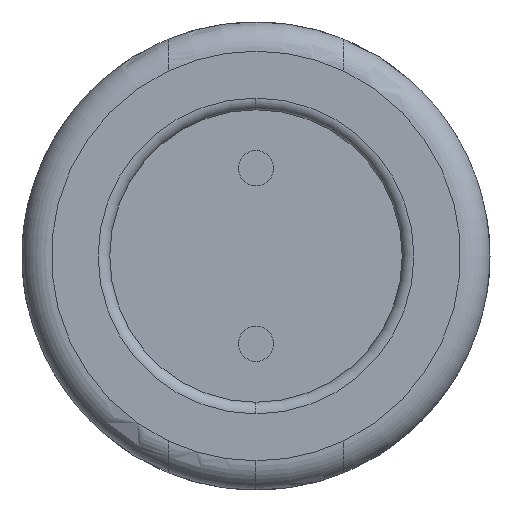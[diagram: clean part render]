
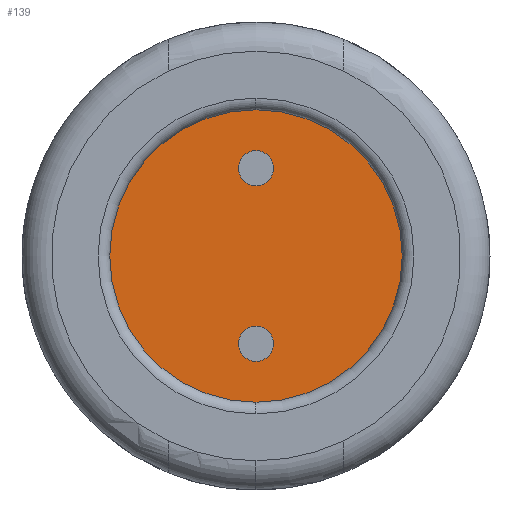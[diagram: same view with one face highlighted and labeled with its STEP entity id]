
A CAD part, left-side view. The second image highlights one B-rep face of the part: STEP entity #139.
In plain terms, the highlighted planar face has unit normal (-1, 0, 0).
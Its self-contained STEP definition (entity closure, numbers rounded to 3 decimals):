
#74 = CARTESIAN_POINT ( 'NONE',  ( 0.2, 0., 1.2 ) ) ;
#139 = ADVANCED_FACE ( 'NONE', ( #3401, #6652, #7929 ), #2699, .T. ) ;
#649 = CARTESIAN_POINT ( 'NONE',  ( 0.2, 0., 1.8 ) ) ;
#852 = DIRECTION ( 'NONE',  ( -1., 0., 0. ) ) ;
#920 = ORIENTED_EDGE ( 'NONE', *, *, #2704, .F. ) ;
#1226 = CARTESIAN_POINT ( 'NONE',  ( 0.2, 0., -1.5 ) ) ;
#1329 = DIRECTION ( 'NONE',  ( -1., 0., 0. ) ) ;
#1399 = DIRECTION ( 'NONE',  ( 0., 0., 1. ) ) ;
#1449 = CIRCLE ( 'NONE', #6052, 2.5 ) ;
#1503 = AXIS2_PLACEMENT_3D ( 'NONE', #6831, #852, #3015 ) ;
#1764 = DIRECTION ( 'NONE',  ( 0., 0., -1. ) ) ;
#1912 = VERTEX_POINT ( 'NONE', #74 ) ;
#2095 = CARTESIAN_POINT ( 'NONE',  ( 0.2, 0., -2.5 ) ) ;
#2100 = EDGE_LOOP ( 'NONE', ( #2958, #8853 ) ) ;
#2145 = AXIS2_PLACEMENT_3D ( 'NONE', #6973, #9300, #1764 ) ;
#2604 = CIRCLE ( 'NONE', #8007, 2.5 ) ;
#2699 = PLANE ( 'NONE',  #8204 ) ;
#2704 = EDGE_CURVE ( 'NONE', #5178, #6173, #7600, .T. ) ;
#2824 = VERTEX_POINT ( 'NONE', #5258 ) ;
#2928 = CARTESIAN_POINT ( 'NONE',  ( 0.2, 0., 0. ) ) ;
#2958 = ORIENTED_EDGE ( 'NONE', *, *, #8108, .T. ) ;
#3015 = DIRECTION ( 'NONE',  ( 0., 0., -1. ) ) ;
#3017 = DIRECTION ( 'NONE',  ( -1., 0., 0. ) ) ;
#3401 = FACE_BOUND ( 'NONE', #3872, .T. ) ;
#3403 = EDGE_CURVE ( 'NONE', #1912, #4549, #8168, .T. ) ;
#3575 = DIRECTION ( 'NONE',  ( 0., 0., 1. ) ) ;
#3580 = ORIENTED_EDGE ( 'NONE', *, *, #4287, .F. ) ;
#3872 = EDGE_LOOP ( 'NONE', ( #5927, #3580 ) ) ;
#4185 = DIRECTION ( 'NONE',  ( -1., 0., 0. ) ) ;
#4287 = EDGE_CURVE ( 'NONE', #4549, #1912, #9365, .T. ) ;
#4315 = DIRECTION ( 'NONE',  ( -1., 0., 0. ) ) ;
#4478 = VERTEX_POINT ( 'NONE', #2095 ) ;
#4549 = VERTEX_POINT ( 'NONE', #649 ) ;
#5178 = VERTEX_POINT ( 'NONE', #7729 ) ;
#5258 = CARTESIAN_POINT ( 'NONE',  ( 0.2, 0., 2.5 ) ) ;
#5843 = EDGE_LOOP ( 'NONE', ( #920, #7860 ) ) ;
#5927 = ORIENTED_EDGE ( 'NONE', *, *, #3403, .F. ) ;
#6010 = DIRECTION ( 'NONE',  ( 0., 0., 1. ) ) ;
#6052 = AXIS2_PLACEMENT_3D ( 'NONE', #6545, #7951, #1399 ) ;
#6173 = VERTEX_POINT ( 'NONE', #9126 ) ;
#6499 = EDGE_CURVE ( 'NONE', #6173, #5178, #6799, .T. ) ;
#6545 = CARTESIAN_POINT ( 'NONE',  ( 0.2, 0., 0. ) ) ;
#6636 = AXIS2_PLACEMENT_3D ( 'NONE', #1226, #1329, #8611 ) ;
#6652 = FACE_BOUND ( 'NONE', #5843, .T. ) ;
#6799 = CIRCLE ( 'NONE', #6636, 0.3 ) ;
#6831 = CARTESIAN_POINT ( 'NONE',  ( 0.2, 0., 1.5 ) ) ;
#6973 = CARTESIAN_POINT ( 'NONE',  ( 0.2, 0., 1.5 ) ) ;
#7139 = AXIS2_PLACEMENT_3D ( 'NONE', #7990, #3017, #3575 ) ;
#7391 = DIRECTION ( 'NONE',  ( 0., 0., 1. ) ) ;
#7600 = CIRCLE ( 'NONE', #7139, 0.3 ) ;
#7729 = CARTESIAN_POINT ( 'NONE',  ( 0.2, 0., -1.8 ) ) ;
#7860 = ORIENTED_EDGE ( 'NONE', *, *, #6499, .F. ) ;
#7929 = FACE_OUTER_BOUND ( 'NONE', #2100, .T. ) ;
#7951 = DIRECTION ( 'NONE',  ( -1., 0., 0. ) ) ;
#7990 = CARTESIAN_POINT ( 'NONE',  ( 0.2, 0., -1.5 ) ) ;
#8007 = AXIS2_PLACEMENT_3D ( 'NONE', #2928, #4315, #6010 ) ;
#8108 = EDGE_CURVE ( 'NONE', #4478, #2824, #2604, .T. ) ;
#8168 = CIRCLE ( 'NONE', #2145, 0.3 ) ;
#8204 = AXIS2_PLACEMENT_3D ( 'NONE', #8894, #4185, #7391 ) ;
#8611 = DIRECTION ( 'NONE',  ( 0., 0., 1. ) ) ;
#8853 = ORIENTED_EDGE ( 'NONE', *, *, #9210, .T. ) ;
#8894 = CARTESIAN_POINT ( 'NONE',  ( 0.2, 0., 0. ) ) ;
#9126 = CARTESIAN_POINT ( 'NONE',  ( 0.2, 0., -1.2 ) ) ;
#9210 = EDGE_CURVE ( 'NONE', #2824, #4478, #1449, .T. ) ;
#9300 = DIRECTION ( 'NONE',  ( -1., 0., 0. ) ) ;
#9365 = CIRCLE ( 'NONE', #1503, 0.3 ) ;
